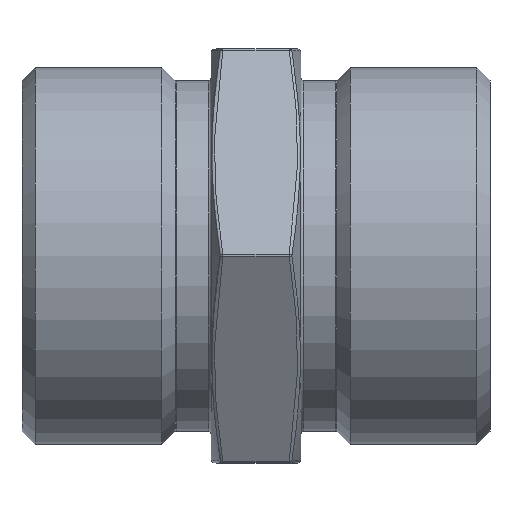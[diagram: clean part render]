
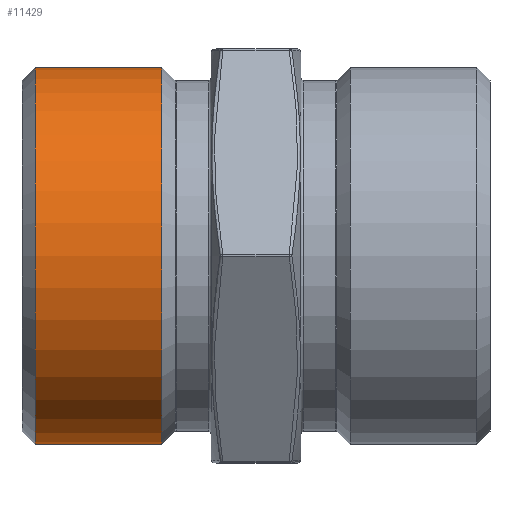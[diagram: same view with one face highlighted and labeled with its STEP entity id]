
A CAD part, top view. The second image highlights one B-rep face of the part: STEP entity #11429.
In plain terms, the highlighted cylindrical face has radius 20.955 mm (diameter 41.91 mm), a full revolution.
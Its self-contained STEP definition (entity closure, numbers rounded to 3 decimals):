
#193 = CIRCLE ( 'NONE', #7114, 20.955 ) ;
#270 = CYLINDRICAL_SURFACE ( 'NONE', #1791, 20.955 ) ;
#380 = CARTESIAN_POINT ( 'NONE',  ( -24.521, 0., 20.955 ) ) ;
#449 = DIRECTION ( 'NONE',  ( 0., 0., 1. ) ) ;
#1791 = AXIS2_PLACEMENT_3D ( 'NONE', #11721, #7822, #2058 ) ;
#2058 = DIRECTION ( 'NONE',  ( 0., 0., 1. ) ) ;
#2214 = EDGE_LOOP ( 'NONE', ( #12239 ) ) ;
#2298 = VERTEX_POINT ( 'NONE', #380 ) ;
#3864 = DIRECTION ( 'NONE',  ( -1., 0., 0. ) ) ;
#3897 = EDGE_CURVE ( 'NONE', #2298, #2298, #8088, .T. ) ;
#3922 = DIRECTION ( 'NONE',  ( 0., 0., 1. ) ) ;
#4139 = AXIS2_PLACEMENT_3D ( 'NONE', #6263, #9789, #449 ) ;
#4914 = FACE_OUTER_BOUND ( 'NONE', #2214, .T. ) ;
#5153 = CARTESIAN_POINT ( 'NONE',  ( -10.479, 0., 20.955 ) ) ;
#5731 = CARTESIAN_POINT ( 'NONE',  ( -10.479, 0., 0. ) ) ;
#6093 = FACE_OUTER_BOUND ( 'NONE', #10148, .T. ) ;
#6263 = CARTESIAN_POINT ( 'NONE',  ( -24.521, 0., 0. ) ) ;
#6812 = VERTEX_POINT ( 'NONE', #5153 ) ;
#7114 = AXIS2_PLACEMENT_3D ( 'NONE', #5731, #3864, #3922 ) ;
#7822 = DIRECTION ( 'NONE',  ( -1., 0., 0. ) ) ;
#8088 = CIRCLE ( 'NONE', #4139, 20.955 ) ;
#9789 = DIRECTION ( 'NONE',  ( -1., 0., 0. ) ) ;
#10148 = EDGE_LOOP ( 'NONE', ( #11493 ) ) ;
#11429 = ADVANCED_FACE ( 'NONE', ( #4914, #6093 ), #270, .T. ) ;
#11493 = ORIENTED_EDGE ( 'NONE', *, *, #12133, .T. ) ;
#11721 = CARTESIAN_POINT ( 'NONE',  ( -20.458, 0., 0. ) ) ;
#12133 = EDGE_CURVE ( 'NONE', #6812, #6812, #193, .T. ) ;
#12239 = ORIENTED_EDGE ( 'NONE', *, *, #3897, .F. ) ;
